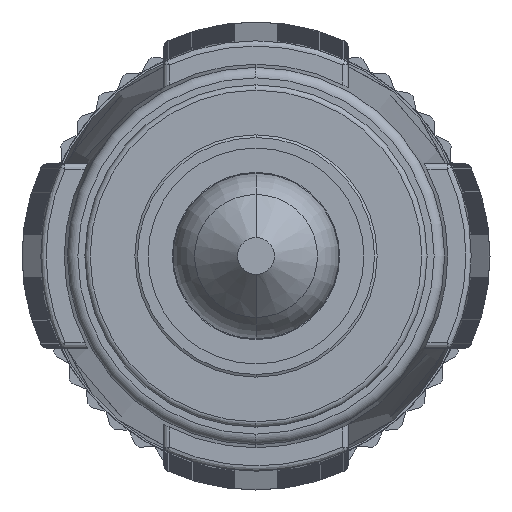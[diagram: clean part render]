
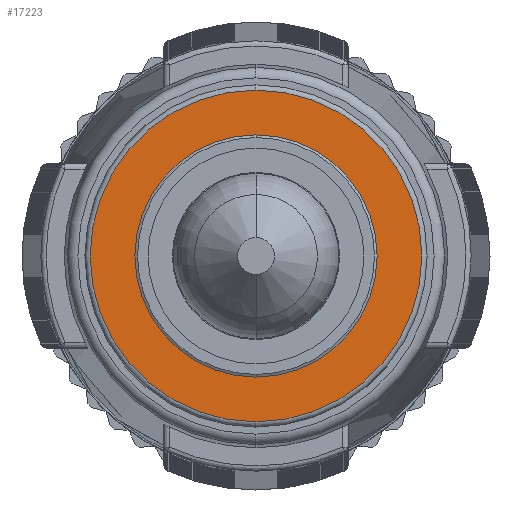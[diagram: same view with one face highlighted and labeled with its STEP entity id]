
A CAD part, left-side view. The second image highlights one B-rep face of the part: STEP entity #17223.
In plain terms, the highlighted planar face has unit normal (-1, 0, 0).
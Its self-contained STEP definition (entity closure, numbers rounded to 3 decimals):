
#3335 = AXIS2_PLACEMENT_3D ( 'NONE', #15135, #15136, #15137 ) ;
#3341 = AXIS2_PLACEMENT_3D ( 'NONE', #16619, #16621, #16623 ) ;
#3342 = AXIS2_PLACEMENT_3D ( 'NONE', #16626, #16627, #16629 ) ;
#3352 = AXIS2_PLACEMENT_3D ( 'NONE', #18987, #18988, #18989 ) ;
#12773 = CIRCLE ( 'NONE', #3335, 4.6 ) ;
#13015 = CIRCLE ( 'NONE', #3341, 6.3 ) ;
#13018 = CIRCLE ( 'NONE', #3342, 4.6 ) ;
#13182 = CIRCLE ( 'NONE', #3352, 6.3 ) ;
#15135 = CARTESIAN_POINT ( 'NONE',  ( 0., 0., 0. ) ) ;
#15136 = DIRECTION ( 'NONE',  ( -1., 0., 0. ) ) ;
#15137 = DIRECTION ( 'NONE',  ( 0., 0., 1. ) ) ;
#16619 = CARTESIAN_POINT ( 'NONE',  ( 0., 0., 0. ) ) ;
#16621 = DIRECTION ( 'NONE',  ( -1., 0., 0. ) ) ;
#16623 = DIRECTION ( 'NONE',  ( 0., 0., 1. ) ) ;
#16626 = CARTESIAN_POINT ( 'NONE',  ( 0., 0., 0. ) ) ;
#16627 = DIRECTION ( 'NONE',  ( -1., 0., 0. ) ) ;
#16629 = DIRECTION ( 'NONE',  ( 0., 0., 1. ) ) ;
#17223 = ADVANCED_FACE ( 'NONE', ( #46995, #47001 ), #51296, .F. ) ;
#18987 = CARTESIAN_POINT ( 'NONE',  ( 0., 0., 0. ) ) ;
#18988 = DIRECTION ( 'NONE',  ( -1., 0., 0. ) ) ;
#18989 = DIRECTION ( 'NONE',  ( 0., 0., 1. ) ) ;
#28041 = ORIENTED_EDGE ( 'NONE', *, *, #29797, .T. ) ;
#28042 = ORIENTED_EDGE ( 'NONE', *, *, #30156, .T. ) ;
#28043 = ORIENTED_EDGE ( 'NONE', *, *, #29524, .F. ) ;
#28044 = ORIENTED_EDGE ( 'NONE', *, *, #29798, .F. ) ;
#29524 = EDGE_CURVE ( 'NONE', #36368, #36333, #12773, .T. ) ;
#29797 = EDGE_CURVE ( 'NONE', #36337, #36397, #13015, .T. ) ;
#29798 = EDGE_CURVE ( 'NONE', #36333, #36368, #13018, .T. ) ;
#30156 = EDGE_CURVE ( 'NONE', #36397, #36337, #13182, .T. ) ;
#36333 = VERTEX_POINT ( 'NONE', #42697 ) ;
#36337 = VERTEX_POINT ( 'NONE', #42678 ) ;
#36368 = VERTEX_POINT ( 'NONE', #42730 ) ;
#36397 = VERTEX_POINT ( 'NONE', #42759 ) ;
#42678 = CARTESIAN_POINT ( 'NONE',  ( 0., 0., -6.3 ) ) ;
#42697 = CARTESIAN_POINT ( 'NONE',  ( 0., 0., 4.6 ) ) ;
#42730 = CARTESIAN_POINT ( 'NONE',  ( 0., 0., -4.6 ) ) ;
#42759 = CARTESIAN_POINT ( 'NONE',  ( 0., 0., 6.3 ) ) ;
#43664 = EDGE_LOOP ( 'NONE', ( #28044, #28043 ) ) ;
#43666 = EDGE_LOOP ( 'NONE', ( #28042, #28041 ) ) ;
#46995 = FACE_BOUND ( 'NONE', #43664, .T. ) ;
#47001 = FACE_OUTER_BOUND ( 'NONE', #43666, .T. ) ;
#47908 = AXIS2_PLACEMENT_3D ( 'NONE', #51295, #51301, #51302 ) ;
#51295 = CARTESIAN_POINT ( 'NONE',  ( 0., 4.6, 0. ) ) ;
#51296 = PLANE ( 'NONE',  #47908 ) ;
#51301 = DIRECTION ( 'NONE',  ( 1., 0., 0. ) ) ;
#51302 = DIRECTION ( 'NONE',  ( 0., 0., -1. ) ) ;
